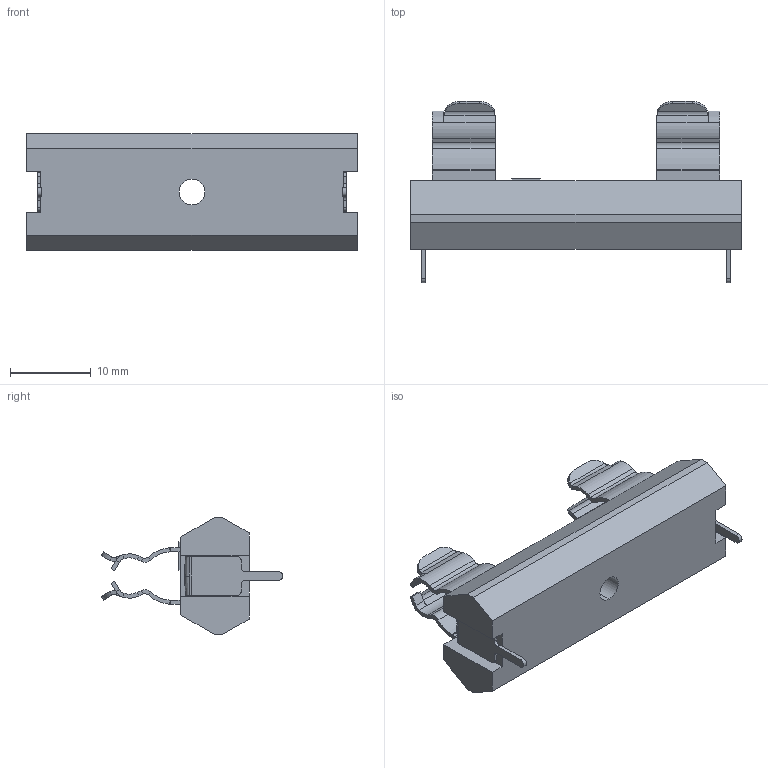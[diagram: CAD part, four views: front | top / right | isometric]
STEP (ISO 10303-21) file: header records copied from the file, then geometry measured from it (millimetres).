
FILE_DESCRIPTION (( 'STEP AP214' ), '1' );
FILE_NAME ('E_0100.3954_03.STEP', '2018-01-18T09:34:57', ( '' ), ( '' ), 'SwSTEP 2.0', 'SolidWorks 2017', '' );
FILE_SCHEMA (( 'AUTOMOTIVE_DESIGN' ));
Length unit declared in the file: millimetre
Products named in the file (1): E_0100.3954_03
Bounding box: 41 x 22.5 x 14.5 mm (x, y, z)
Volume: 4145.8 mm3; surface area: 2924.5 mm2
Topology: 1 solids, 3 shells, 378 faces, 908 edges, 528 vertices
Faces by surface type: plane 234, cylinder 116, bspline 20, cone 4, torus 4
Entity records: 12642 total; most frequent: CARTESIAN_POINT 3117, ORIENTED_EDGE 1816, DIRECTION 1756, EDGE_CURVE 908, VECTOR 614, LINE 614, AXIS2_PLACEMENT_3D 571, VERTEX_POINT 528
